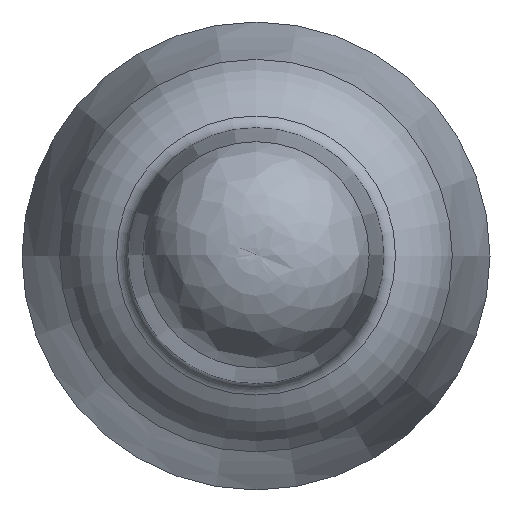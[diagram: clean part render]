
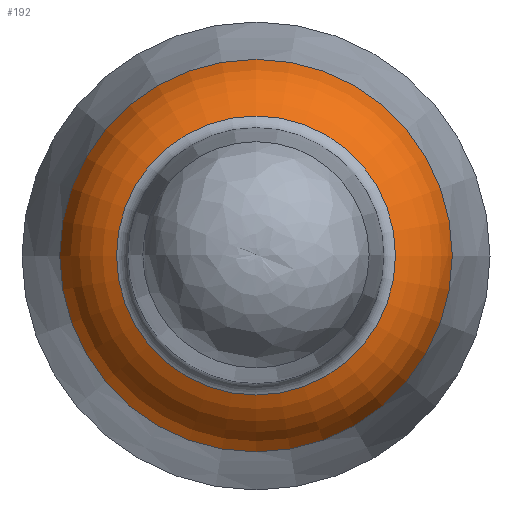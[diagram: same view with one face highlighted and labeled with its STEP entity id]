
A CAD part, top view. The second image highlights one B-rep face of the part: STEP entity #192.
In plain terms, the highlighted toroidal (fillet/blend) face has major radius 2.638 mm and minor radius 2.54 mm.
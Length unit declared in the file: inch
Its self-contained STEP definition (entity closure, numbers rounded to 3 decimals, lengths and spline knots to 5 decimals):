
#22=TOROIDAL_SURFACE($,#226,0.10387,0.1);
#40=FACE_BOUND($,#77,.T.);
#52=FACE_OUTER_BOUND($,#76,.T.);
#76=EDGE_LOOP($,(#166));
#77=EDGE_LOOP($,(#167));
#95=CIRCLE($,#221,0.14368);
#99=CIRCLE($,#227,0.20212);
#112=VERTEX_POINT($,#352);
#116=VERTEX_POINT($,#362);
#132=EDGE_CURVE($,#112,#112,#95,.T.);
#136=EDGE_CURVE($,#116,#116,#99,.T.);
#166=ORIENTED_EDGE($,*,*,#132,.F.);
#167=ORIENTED_EDGE($,*,*,#136,.T.);
#192=ADVANCED_FACE($,(#52,#40),#22,.T.);
#221=AXIS2_PLACEMENT_3D($,#353,#271,#272);
#226=AXIS2_PLACEMENT_3D($,#361,#281,#282);
#227=AXIS2_PLACEMENT_3D($,#363,#283,#284);
#271=DIRECTION('center_axis',(0.,0.,1.));
#272=DIRECTION('ref_axis',(-1.,0.,0.));
#281=DIRECTION('center_axis',(0.,0.,
-1.));
#282=DIRECTION('ref_axis',(1.,0.,0.));
#283=DIRECTION('center_axis',(0.,0.,
1.));
#284=DIRECTION('ref_axis',(1.,0.,0.));
#352=CARTESIAN_POINT('',(0.14368,0.,-0.20016));
#353=CARTESIAN_POINT('Origin',(0.,0.,
-0.20016));
#361=CARTESIAN_POINT('Origin',(0.,0.,-0.2919));
#362=CARTESIAN_POINT('',(-0.20212,0.,-0.27325));
#363=CARTESIAN_POINT('Origin',(0.,0.,
-0.27325));
